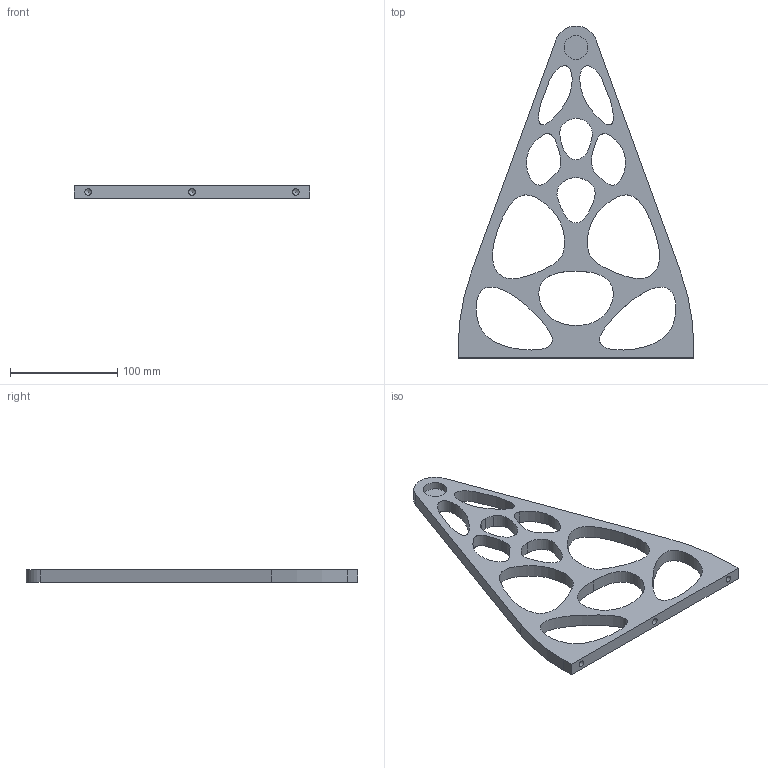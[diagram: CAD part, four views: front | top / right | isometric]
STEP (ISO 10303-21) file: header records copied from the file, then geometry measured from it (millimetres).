
FILE_DESCRIPTION(/* description */ (''),/* implementation_level */ '2;1');
FILE_NAME(/* name */ 'DBP-1-mount.stp',/* time_stamp */ '2021-07-27T13:51:54+01:00',/* author */ ('hobly'),/* organization */ (''),/* preprocessor_version */ 'ST-DEVELOPER v18',/* originating_system */ 'Autodesk Inventor 2020',/* authorisation */ '');
FILE_SCHEMA (('AUTOMOTIVE_DESIGN { 1 0 10303 214 3 1 1 }'));
Length unit declared in the file: millimetre
Products named in the file (1): DBP-1-mount
Bounding box: 220 x 310 x 12 mm (x, y, z)
Volume: 235437.6 mm3; surface area: 74728.7 mm2
Topology: 1 solids, 1 shells, 58 faces, 181 edges, 126 vertices
Faces by surface type: cylinder 18, bspline 18, cone 14, plane 8
Full cylindrical faces by diameter (mm): 3 x11, 6 x3, 22 x1
Entity records: 2546 total; most frequent: CARTESIAN_POINT 950, ORIENTED_EDGE 334, DIRECTION 279, EDGE_CURVE 167, VERTEX_POINT 126, AXIS2_PLACEMENT_3D 107, EDGE_LOOP 95, CIRCLE 66
